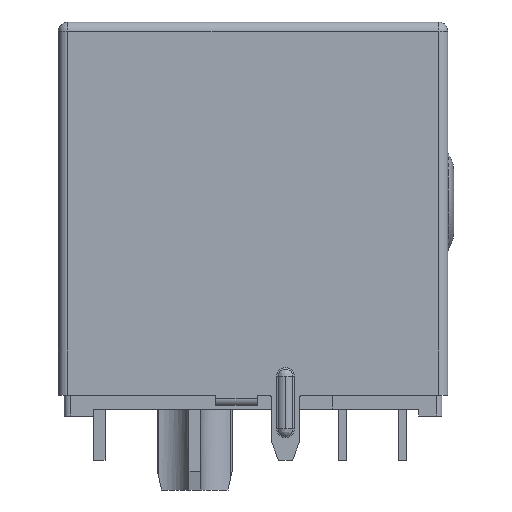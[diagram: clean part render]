
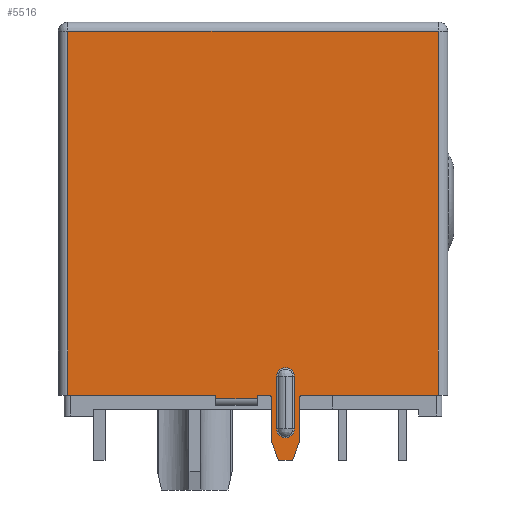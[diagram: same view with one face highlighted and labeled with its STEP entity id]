
A CAD part, left-side view. The second image highlights one B-rep face of the part: STEP entity #5516.
In plain terms, the highlighted planar face has unit normal (-1, 0, 0).
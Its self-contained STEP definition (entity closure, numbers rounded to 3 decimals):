
#223=CARTESIAN_POINT('',(-8.025,-1.39,-17.45));
#224=DIRECTION('',(-1.,0.,0.));
#225=DIRECTION('',(0.,1.,0.));
#226=AXIS2_PLACEMENT_3D('',#223,#224,#225);
#228=DIRECTION('',(0.,0.,1.));
#229=VECTOR('',#228,2.25);
#230=CARTESIAN_POINT('',(-8.025,-1.768,-17.45));
#231=LINE('',#230,#229);
#232=CARTESIAN_POINT('',(-8.025,-1.39,-15.2));
#233=DIRECTION('',(-1.,0.,0.));
#234=DIRECTION('',(0.,-1.,0.));
#235=AXIS2_PLACEMENT_3D('',#232,#233,#234);
#237=DIRECTION('',(0.,0.,-1.));
#238=VECTOR('',#237,2.25);
#239=CARTESIAN_POINT('',(-8.025,-1.012,-15.2));
#240=LINE('',#239,#238);
#241=DIRECTION('',(0.,0.,-1.));
#242=VECTOR('',#241,15.6);
#243=CARTESIAN_POINT('',(-8.025,-7.95,-0.4));
#244=LINE('',#243,#242);
#245=DIRECTION('',(0.,-1.,0.));
#246=VECTOR('',#245,5.81);
#247=CARTESIAN_POINT('',(-8.025,-2.14,-16.));
#248=LINE('',#247,#246);
#249=DIRECTION('',(0.,0.351,-0.936));
#250=VECTOR('',#249,0.854);
#251=CARTESIAN_POINT('',(-8.025,-1.99,-18.));
#252=LINE('',#251,#250);
#253=DIRECTION('',(0.,1.,0.));
#254=VECTOR('',#253,0.6);
#255=CARTESIAN_POINT('',(-8.025,-1.69,-18.8));
#256=LINE('',#255,#254);
#257=DIRECTION('',(0.,0.351,0.936));
#258=VECTOR('',#257,0.854);
#259=CARTESIAN_POINT('',(-8.025,-1.09,-18.8));
#260=LINE('',#259,#258);
#261=DIRECTION('',(0.,-1.,0.));
#262=VECTOR('',#261,0.45);
#263=CARTESIAN_POINT('',(-8.025,-0.19,-16.));
#264=LINE('',#263,#262);
#265=DIRECTION('',(0.,-1.,0.));
#266=VECTOR('',#265,1.8);
#267=CARTESIAN_POINT('',(-8.025,1.61,-16.15));
#268=LINE('',#267,#266);
#269=DIRECTION('',(0.,-1.,0.));
#270=VECTOR('',#269,6.34);
#271=CARTESIAN_POINT('',(-8.025,7.95,-16.));
#272=LINE('',#271,#270);
#273=DIRECTION('',(0.,0.,-1.));
#274=VECTOR('',#273,15.6);
#275=CARTESIAN_POINT('',(-8.025,7.95,-0.4));
#276=LINE('',#275,#274);
#277=DIRECTION('',(0.,-1.,0.));
#278=VECTOR('',#277,15.9);
#279=CARTESIAN_POINT('',(-8.025,7.95,-0.4));
#280=LINE('',#279,#278);
#2461=DIRECTION('',(0.,0.,1.));
#2462=VECTOR('',#2461,0.15);
#2463=CARTESIAN_POINT('',(-8.025,-0.19,-16.15));
#2464=LINE('',#2463,#2462);
#2521=DIRECTION('',(0.,0.,1.));
#2522=VECTOR('',#2521,0.15);
#2523=CARTESIAN_POINT('',(-8.025,1.61,-16.15));
#2524=LINE('',#2523,#2522);
#4016=CARTESIAN_POINT('',(-8.025,-0.64,-16.15));
#4017=DIRECTION('',(1.,0.,0.));
#4018=DIRECTION('',(0.,0.,1.));
#4019=AXIS2_PLACEMENT_3D('',#4016,#4017,#4018);
#4030=DIRECTION('',(0.,0.,-1.));
#4031=VECTOR('',#4030,1.85);
#4032=CARTESIAN_POINT('',(-8.025,-0.79,-16.15));
#4033=LINE('',#4032,#4031);
#4062=DIRECTION('',(0.,0.,1.));
#4063=VECTOR('',#4062,1.85);
#4064=CARTESIAN_POINT('',(-8.025,-1.99,-18.));
#4065=LINE('',#4064,#4063);
#4071=CARTESIAN_POINT('',(-8.025,-2.14,-16.15));
#4072=DIRECTION('',(1.,0.,0.));
#4073=DIRECTION('',(0.,1.,0.));
#4074=AXIS2_PLACEMENT_3D('',#4071,#4072,#4073);
#4452=CARTESIAN_POINT('',(-8.025,-1.69,-18.8));
#4453=CARTESIAN_POINT('',(-8.025,-1.09,-18.8));
#4454=VERTEX_POINT('',#4452);
#4455=VERTEX_POINT('',#4453);
#4460=CARTESIAN_POINT('',(-8.025,-1.99,-18.));
#4461=VERTEX_POINT('',#4460);
#4462=CARTESIAN_POINT('',(-8.025,-0.79,-18.));
#4463=VERTEX_POINT('',#4462);
#4476=CARTESIAN_POINT('',(-8.025,-1.012,-17.45));
#4477=CARTESIAN_POINT('',(-8.025,-1.768,-17.45));
#4478=VERTEX_POINT('',#4476);
#4479=VERTEX_POINT('',#4477);
#4484=CARTESIAN_POINT('',(-8.025,-1.768,-15.2));
#4485=VERTEX_POINT('',#4484);
#4488=CARTESIAN_POINT('',(-8.025,-1.012,-15.2));
#4489=VERTEX_POINT('',#4488);
#4836=CARTESIAN_POINT('',(-8.025,-7.95,-0.4));
#4837=CARTESIAN_POINT('',(-8.025,-7.95,-16.));
#4838=VERTEX_POINT('',#4836);
#4839=VERTEX_POINT('',#4837);
#4844=CARTESIAN_POINT('',(-8.025,7.95,-0.4));
#4845=VERTEX_POINT('',#4844);
#4850=CARTESIAN_POINT('',(-8.025,7.95,-16.));
#4851=VERTEX_POINT('',#4850);
#4900=CARTESIAN_POINT('',(-8.025,1.61,-16.15));
#4901=CARTESIAN_POINT('',(-8.025,-0.19,-16.15));
#4902=VERTEX_POINT('',#4900);
#4903=VERTEX_POINT('',#4901);
#4917=CARTESIAN_POINT('',(-8.025,1.61,-16.));
#4919=VERTEX_POINT('',#4917);
#4921=CARTESIAN_POINT('',(-8.025,-0.19,-16.));
#4923=VERTEX_POINT('',#4921);
#4940=CARTESIAN_POINT('',(-8.025,-0.64,-16.));
#4942=VERTEX_POINT('',#4940);
#4944=CARTESIAN_POINT('',(-8.025,-0.79,-16.15));
#4946=VERTEX_POINT('',#4944);
#4949=CARTESIAN_POINT('',(-8.025,-2.14,-16.));
#4951=VERTEX_POINT('',#4949);
#4953=CARTESIAN_POINT('',(-8.025,-1.99,-16.15));
#4955=VERTEX_POINT('',#4953);
#5469=CARTESIAN_POINT('',(-8.025,8.35,0.));
#5470=DIRECTION('',(-1.,0.,0.));
#5471=DIRECTION('',(0.,-1.,0.));
#5472=AXIS2_PLACEMENT_3D('',#5469,#5470,#5471);
#5473=PLANE('',#5472);
#5475=ORIENTED_EDGE('',*,*,#5474,.T.);
#5477=ORIENTED_EDGE('',*,*,#5476,.F.);
#5479=ORIENTED_EDGE('',*,*,#5478,.F.);
#5481=ORIENTED_EDGE('',*,*,#5480,.F.);
#5483=ORIENTED_EDGE('',*,*,#5482,.T.);
#5485=ORIENTED_EDGE('',*,*,#5484,.T.);
#5487=ORIENTED_EDGE('',*,*,#5486,.T.);
#5489=ORIENTED_EDGE('',*,*,#5488,.F.);
#5491=ORIENTED_EDGE('',*,*,#5490,.F.);
#5493=ORIENTED_EDGE('',*,*,#5492,.F.);
#5495=ORIENTED_EDGE('',*,*,#5494,.F.);
#5497=ORIENTED_EDGE('',*,*,#5496,.F.);
#5499=ORIENTED_EDGE('',*,*,#5498,.T.);
#5501=ORIENTED_EDGE('',*,*,#5500,.F.);
#5502=ORIENTED_EDGE('',*,*,#5436,.F.);
#5503=ORIENTED_EDGE('',*,*,#5460,.T.);
#5504=EDGE_LOOP('',(#5475,#5477,#5479,#5481,#5483,#5485,#5487,#5489,#5491,#5493,
#5495,#5497,#5499,#5501,#5502,#5503));
#5505=FACE_OUTER_BOUND('',#5504,.F.);
#5507=ORIENTED_EDGE('',*,*,#5506,.T.);
#5509=ORIENTED_EDGE('',*,*,#5508,.T.);
#5511=ORIENTED_EDGE('',*,*,#5510,.T.);
#5513=ORIENTED_EDGE('',*,*,#5512,.T.);
#5514=EDGE_LOOP('',(#5507,#5509,#5511,#5513));
#5515=FACE_BOUND('',#5514,.F.);
#227=CIRCLE('',#226,0.378);
#236=CIRCLE('',#235,0.378);
#4020=CIRCLE('',#4019,0.15);
#4075=CIRCLE('',#4074,0.15);
#5436=EDGE_CURVE('',#4845,#4851,#276,.T.);
#5460=EDGE_CURVE('',#4845,#4838,#280,.T.);
#5474=EDGE_CURVE('',#4838,#4839,#244,.T.);
#5476=EDGE_CURVE('',#4951,#4839,#248,.T.);
#5478=EDGE_CURVE('',#4955,#4951,#4075,.T.);
#5480=EDGE_CURVE('',#4461,#4955,#4065,.T.);
#5482=EDGE_CURVE('',#4461,#4454,#252,.T.);
#5484=EDGE_CURVE('',#4454,#4455,#256,.T.);
#5486=EDGE_CURVE('',#4455,#4463,#260,.T.);
#5488=EDGE_CURVE('',#4946,#4463,#4033,.T.);
#5490=EDGE_CURVE('',#4942,#4946,#4020,.T.);
#5492=EDGE_CURVE('',#4923,#4942,#264,.T.);
#5494=EDGE_CURVE('',#4903,#4923,#2464,.T.);
#5496=EDGE_CURVE('',#4902,#4903,#268,.T.);
#5498=EDGE_CURVE('',#4902,#4919,#2524,.T.);
#5500=EDGE_CURVE('',#4851,#4919,#272,.T.);
#5506=EDGE_CURVE('',#4478,#4479,#227,.T.);
#5508=EDGE_CURVE('',#4479,#4485,#231,.T.);
#5510=EDGE_CURVE('',#4485,#4489,#236,.T.);
#5512=EDGE_CURVE('',#4489,#4478,#240,.T.);
#5516=ADVANCED_FACE('',(#5505,#5515),#5473,.T.);
